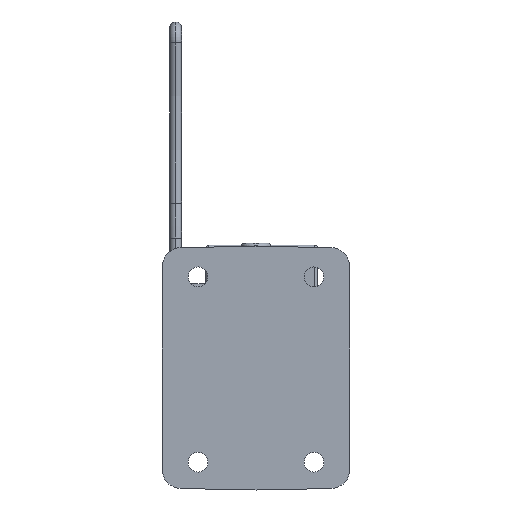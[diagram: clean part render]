
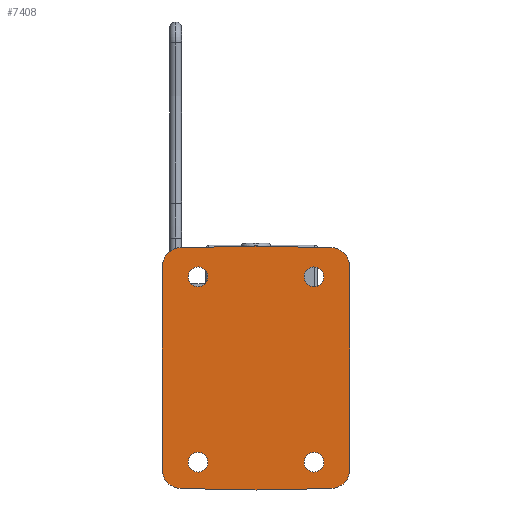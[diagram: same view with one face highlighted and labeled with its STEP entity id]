
A CAD part, left-side view. The second image highlights one B-rep face of the part: STEP entity #7408.
In plain terms, the highlighted planar face has unit normal (-1, 0, 0).
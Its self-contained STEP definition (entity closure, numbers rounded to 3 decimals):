
#457=FACE_BOUND('',#1914,.T.);
#458=FACE_BOUND('',#1915,.T.);
#459=FACE_BOUND('',#1916,.T.);
#460=FACE_BOUND('',#1917,.T.);
#724=LINE('',#11326,#1035);
#725=LINE('',#11328,#1036);
#726=LINE('',#11332,#1037);
#727=LINE('',#11336,#1038);
#728=LINE('',#11338,#1039);
#729=LINE('',#11341,#1040);
#1035=VECTOR('',#9002,1.);
#1036=VECTOR('',#9003,1.);
#1037=VECTOR('',#9006,1.);
#1038=VECTOR('',#9009,1.);
#1039=VECTOR('',#9010,1.);
#1040=VECTOR('',#9013,1.);
#1399=FACE_OUTER_BOUND('',#1913,.T.);
#1913=EDGE_LOOP('',(#4776,#4777,#4778,#4779,#4780,#4781,#4782,#4783,#4784,
#4785));
#1914=EDGE_LOOP('',(#4786));
#1915=EDGE_LOOP('',(#4787));
#1916=EDGE_LOOP('',(#4788));
#1917=EDGE_LOOP('',(#4789));
#2489=CIRCLE('',#7983,13.);
#2490=CIRCLE('',#7984,13.);
#2491=CIRCLE('',#7985,13.);
#2492=CIRCLE('',#7986,13.);
#2493=CIRCLE('',#7987,6.75);
#2494=CIRCLE('',#7988,6.75);
#2495=CIRCLE('',#7989,6.75);
#2496=CIRCLE('',#7990,6.75);
#3048=VERTEX_POINT('',#11322);
#3049=VERTEX_POINT('',#11323);
#3050=VERTEX_POINT('',#11325);
#3051=VERTEX_POINT('',#11327);
#3052=VERTEX_POINT('',#11329);
#3053=VERTEX_POINT('',#11331);
#3054=VERTEX_POINT('',#11333);
#3055=VERTEX_POINT('',#11335);
#3056=VERTEX_POINT('',#11337);
#3057=VERTEX_POINT('',#11339);
#3058=VERTEX_POINT('',#11342);
#3059=VERTEX_POINT('',#11344);
#3060=VERTEX_POINT('',#11346);
#3061=VERTEX_POINT('',#11348);
#3680=EDGE_CURVE('',#3048,#3049,#2489,.T.);
#3681=EDGE_CURVE('',#3048,#3050,#724,.T.);
#3682=EDGE_CURVE('',#3051,#3050,#725,.T.);
#3683=EDGE_CURVE('',#3051,#3052,#2490,.T.);
#3684=EDGE_CURVE('',#3052,#3053,#726,.T.);
#3685=EDGE_CURVE('',#3054,#3053,#2491,.T.);
#3686=EDGE_CURVE('',#3054,#3055,#727,.T.);
#3687=EDGE_CURVE('',#3056,#3055,#728,.T.);
#3688=EDGE_CURVE('',#3057,#3056,#2492,.T.);
#3689=EDGE_CURVE('',#3049,#3057,#729,.T.);
#3690=EDGE_CURVE('',#3058,#3058,#2493,.T.);
#3691=EDGE_CURVE('',#3059,#3059,#2494,.T.);
#3692=EDGE_CURVE('',#3060,#3060,#2495,.T.);
#3693=EDGE_CURVE('',#3061,#3061,#2496,.T.);
#4776=ORIENTED_EDGE('',*,*,#3680,.F.);
#4777=ORIENTED_EDGE('',*,*,#3681,.T.);
#4778=ORIENTED_EDGE('',*,*,#3682,.F.);
#4779=ORIENTED_EDGE('',*,*,#3683,.T.);
#4780=ORIENTED_EDGE('',*,*,#3684,.T.);
#4781=ORIENTED_EDGE('',*,*,#3685,.F.);
#4782=ORIENTED_EDGE('',*,*,#3686,.T.);
#4783=ORIENTED_EDGE('',*,*,#3687,.F.);
#4784=ORIENTED_EDGE('',*,*,#3688,.F.);
#4785=ORIENTED_EDGE('',*,*,#3689,.F.);
#4786=ORIENTED_EDGE('',*,*,#3690,.F.);
#4787=ORIENTED_EDGE('',*,*,#3691,.F.);
#4788=ORIENTED_EDGE('',*,*,#3692,.F.);
#4789=ORIENTED_EDGE('',*,*,#3693,.F.);
#6924=PLANE('',#7982);
#7408=ADVANCED_FACE('',(#1399,#457,#458,#459,#460),#6924,.F.);
#7982=AXIS2_PLACEMENT_3D('',#11321,#8998,#8999);
#7983=AXIS2_PLACEMENT_3D('',#11324,#9000,#9001);
#7984=AXIS2_PLACEMENT_3D('',#11330,#9004,#9005);
#7985=AXIS2_PLACEMENT_3D('',#11334,#9007,#9008);
#7986=AXIS2_PLACEMENT_3D('',#11340,#9011,#9012);
#7987=AXIS2_PLACEMENT_3D('',#11343,#9014,#9015);
#7988=AXIS2_PLACEMENT_3D('',#11345,#9016,#9017);
#7989=AXIS2_PLACEMENT_3D('',#11347,#9018,#9019);
#7990=AXIS2_PLACEMENT_3D('',#11349,#9020,#9021);
#8998=DIRECTION('center_axis',(1.,0.,0.));
#8999=DIRECTION('ref_axis',(0.,0.,-1.));
#9000=DIRECTION('center_axis',(1.,0.,0.));
#9001=DIRECTION('ref_axis',(0.,0.,
1.));
#9002=DIRECTION('',(0.,-1.,-0.02));
#9003=DIRECTION('',(0.,1.,-0.02));
#9004=DIRECTION('center_axis',(-1.,0.,0.));
#9005=DIRECTION('ref_axis',(0.,-1.,0.));
#9006=DIRECTION('',(0.,0.,1.));
#9007=DIRECTION('center_axis',(1.,0.,0.));
#9008=DIRECTION('ref_axis',(0.,0.,
1.));
#9009=DIRECTION('',(0.,1.,0.02));
#9010=DIRECTION('',(0.,-1.,0.02));
#9011=DIRECTION('center_axis',(1.,0.,0.));
#9012=DIRECTION('ref_axis',(0.,0.,
1.));
#9013=DIRECTION('',(0.,0.,1.));
#9014=DIRECTION('center_axis',(-1.,0.,0.));
#9015=DIRECTION('ref_axis',(0.,-1.,0.));
#9016=DIRECTION('center_axis',(-1.,0.,0.));
#9017=DIRECTION('ref_axis',(0.,-1.,0.));
#9018=DIRECTION('center_axis',(-1.,0.,0.));
#9019=DIRECTION('ref_axis',(0.,-1.,0.));
#9020=DIRECTION('center_axis',(-1.,0.,0.));
#9021=DIRECTION('ref_axis',(0.,-1.,0.));
#11321=CARTESIAN_POINT('Origin',(-215.5,0.,0.));
#11322=CARTESIAN_POINT('',(-215.5,51.25,-76.7));
#11323=CARTESIAN_POINT('',(-215.5,64.25,-63.7));
#11324=CARTESIAN_POINT('Origin',(-215.5,51.25,-63.7));
#11325=CARTESIAN_POINT('',(-215.5,0.,-77.7));
#11326=CARTESIAN_POINT('',(-215.5,51.25,-76.7));
#11327=CARTESIAN_POINT('',(-215.5,-51.25,-76.7));
#11328=CARTESIAN_POINT('',(-215.5,-51.25,-76.7));
#11329=CARTESIAN_POINT('',(-215.5,-64.25,-63.7));
#11330=CARTESIAN_POINT('Origin',(-215.5,-51.25,-63.7));
#11331=CARTESIAN_POINT('',(-215.5,-64.25,75.3));
#11332=CARTESIAN_POINT('',(-215.5,-64.25,-63.7));
#11333=CARTESIAN_POINT('',(-215.5,-51.25,88.3));
#11334=CARTESIAN_POINT('Origin',(-215.5,-51.25,75.3));
#11335=CARTESIAN_POINT('',(-215.5,0.,89.3));
#11336=CARTESIAN_POINT('',(-215.5,-51.25,88.3));
#11337=CARTESIAN_POINT('',(-215.5,51.25,88.3));
#11338=CARTESIAN_POINT('',(-215.5,51.25,88.3));
#11339=CARTESIAN_POINT('',(-215.5,64.25,75.3));
#11340=CARTESIAN_POINT('Origin',(-215.5,51.25,75.3));
#11341=CARTESIAN_POINT('',(-215.5,64.25,-63.7));
#11342=CARTESIAN_POINT('',(-215.5,-46.45,-58.7));
#11343=CARTESIAN_POINT('Origin',(-215.5,-39.7,-58.7));
#11344=CARTESIAN_POINT('',(-215.5,32.95,-58.7));
#11345=CARTESIAN_POINT('Origin',(-215.5,39.7,-58.7));
#11346=CARTESIAN_POINT('',(-215.5,-46.45,68.3));
#11347=CARTESIAN_POINT('Origin',(-215.5,-39.7,68.3));
#11348=CARTESIAN_POINT('',(-215.5,32.95,68.3));
#11349=CARTESIAN_POINT('Origin',(-215.5,39.7,68.3));
